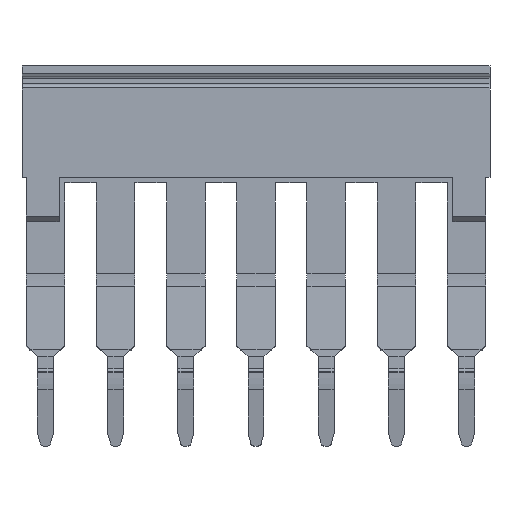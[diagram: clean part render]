
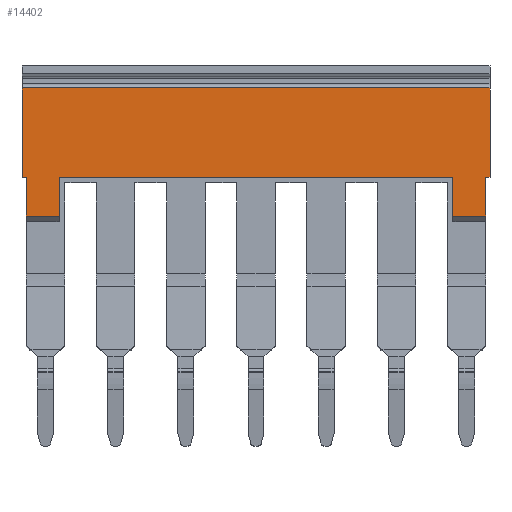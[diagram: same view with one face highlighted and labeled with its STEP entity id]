
A CAD part, front view. The second image highlights one B-rep face of the part: STEP entity #14402.
In plain terms, the highlighted planar face has unit normal (0, -1, 0).
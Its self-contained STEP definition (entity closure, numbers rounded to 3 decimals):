
#14374=AXIS2_PLACEMENT_3D('Plane Axis2P3D',#14371,#14372,#14373) ;
#13391=CARTESIAN_POINT('Vertex',(31.3,0.4,16.712)) ;
#13394=CARTESIAN_POINT('Line Origine',(31.3,0.4,18.112)) ;
#13398=CARTESIAN_POINT('Vertex',(31.3,0.4,19.512)) ;
#13427=CARTESIAN_POINT('Line Origine',(17.,0.4,19.512)) ;
#13431=CARTESIAN_POINT('Vertex',(2.7,0.4,19.512)) ;
#13651=CARTESIAN_POINT('Vertex',(34.,0.4,26.012)) ;
#13654=CARTESIAN_POINT('Line Origine',(34.,0.4,22.762)) ;
#13658=CARTESIAN_POINT('Vertex',(34.,0.4,19.512)) ;
#13946=CARTESIAN_POINT('Vertex',(0.,0.4,26.012)) ;
#13949=CARTESIAN_POINT('Line Origine',(17.,0.4,26.012)) ;
#13970=CARTESIAN_POINT('Vertex',(0.,0.4,19.512)) ;
#13973=CARTESIAN_POINT('Line Origine',(0.,0.4,22.762)) ;
#14135=CARTESIAN_POINT('Line Origine',(33.85,0.4,19.512)) ;
#14139=CARTESIAN_POINT('Vertex',(33.7,0.4,19.512)) ;
#14163=CARTESIAN_POINT('Vertex',(33.7,0.4,16.712)) ;
#14166=CARTESIAN_POINT('Line Origine',(33.7,0.4,18.112)) ;
#14185=CARTESIAN_POINT('Line Origine',(32.5,0.4,16.712)) ;
#14276=CARTESIAN_POINT('Vertex',(0.3,0.4,19.512)) ;
#14279=CARTESIAN_POINT('Line Origine',(0.15,0.4,19.512)) ;
#14350=CARTESIAN_POINT('Line Origine',(2.7,0.4,18.112)) ;
#14354=CARTESIAN_POINT('Vertex',(2.7,0.4,16.712)) ;
#14371=CARTESIAN_POINT('Axis2P3D Location',(33.8,0.4,26.012)) ;
#14376=CARTESIAN_POINT('Line Origine',(0.3,0.4,18.112)) ;
#14380=CARTESIAN_POINT('Vertex',(0.3,0.4,16.712)) ;
#14383=CARTESIAN_POINT('Line Origine',(1.5,0.4,16.712)) ;
#13395=DIRECTION('Vector Direction',(0.,0.,-1.)) ;
#13428=DIRECTION('Vector Direction',(-1.,0.,0.)) ;
#13655=DIRECTION('Vector Direction',(0.,0.,1.)) ;
#13950=DIRECTION('Vector Direction',(-1.,0.,0.)) ;
#13974=DIRECTION('Vector Direction',(0.,0.,1.)) ;
#14136=DIRECTION('Vector Direction',(-1.,0.,0.)) ;
#14167=DIRECTION('Vector Direction',(0.,0.,-1.)) ;
#14186=DIRECTION('Vector Direction',(-1.,0.,0.)) ;
#14280=DIRECTION('Vector Direction',(1.,0.,0.)) ;
#14351=DIRECTION('Vector Direction',(0.,0.,-1.)) ;
#14372=DIRECTION('Axis2P3D Direction',(0.,1.,0.)) ;
#14373=DIRECTION('Axis2P3D XDirection',(0.,0.,-1.)) ;
#14377=DIRECTION('Vector Direction',(0.,0.,-1.)) ;
#14384=DIRECTION('Vector Direction',(1.,0.,0.)) ;
#13396=VECTOR('Line Direction',#13395,1.) ;
#13429=VECTOR('Line Direction',#13428,1.) ;
#13656=VECTOR('Line Direction',#13655,1.) ;
#13951=VECTOR('Line Direction',#13950,1.) ;
#13975=VECTOR('Line Direction',#13974,1.) ;
#14137=VECTOR('Line Direction',#14136,1.) ;
#14168=VECTOR('Line Direction',#14167,1.) ;
#14187=VECTOR('Line Direction',#14186,1.) ;
#14281=VECTOR('Line Direction',#14280,1.) ;
#14352=VECTOR('Line Direction',#14351,1.) ;
#14378=VECTOR('Line Direction',#14377,1.) ;
#14385=VECTOR('Line Direction',#14384,1.) ;
#14389=ORIENTED_EDGE('',*,*,#14356,.T.) ;
#14390=ORIENTED_EDGE('',*,*,#13433,.T.) ;
#14391=ORIENTED_EDGE('',*,*,#13400,.T.) ;
#14392=ORIENTED_EDGE('',*,*,#14189,.F.) ;
#14393=ORIENTED_EDGE('',*,*,#14170,.T.) ;
#14394=ORIENTED_EDGE('',*,*,#14141,.T.) ;
#14395=ORIENTED_EDGE('',*,*,#13660,.T.) ;
#14396=ORIENTED_EDGE('',*,*,#13953,.T.) ;
#14397=ORIENTED_EDGE('',*,*,#13977,.T.) ;
#14398=ORIENTED_EDGE('',*,*,#14283,.T.) ;
#14399=ORIENTED_EDGE('',*,*,#14382,.T.) ;
#14400=ORIENTED_EDGE('',*,*,#14387,.T.) ;
#14402=ADVANCED_FACE('Kunststoff',(#14401),#14375,.F.) ;
#13400=EDGE_CURVE('',#13399,#13392,#13397,.T.) ;
#13433=EDGE_CURVE('',#13432,#13399,#13430,.F.) ;
#13660=EDGE_CURVE('',#13659,#13652,#13657,.T.) ;
#13953=EDGE_CURVE('',#13652,#13947,#13952,.T.) ;
#13977=EDGE_CURVE('',#13947,#13971,#13976,.F.) ;
#14141=EDGE_CURVE('',#14140,#13659,#14138,.F.) ;
#14170=EDGE_CURVE('',#14164,#14140,#14169,.F.) ;
#14189=EDGE_CURVE('',#14164,#13392,#14188,.T.) ;
#14283=EDGE_CURVE('',#13971,#14277,#14282,.T.) ;
#14356=EDGE_CURVE('',#14355,#13432,#14353,.F.) ;
#14382=EDGE_CURVE('',#14277,#14381,#14379,.T.) ;
#14387=EDGE_CURVE('',#14381,#14355,#14386,.T.) ;
#14388=EDGE_LOOP('',(#14389,#14390,#14391,#14392,#14393,#14394,#14395,#14396,#14397,#14398,#14399,#14400)) ;
#14401=FACE_OUTER_BOUND('',#14388,.T.) ;
#13397=LINE('Line',#13394,#13396) ;
#13430=LINE('Line',#13427,#13429) ;
#13657=LINE('Line',#13654,#13656) ;
#13952=LINE('Line',#13949,#13951) ;
#13976=LINE('Line',#13973,#13975) ;
#14138=LINE('Line',#14135,#14137) ;
#14169=LINE('Line',#14166,#14168) ;
#14188=LINE('Line',#14185,#14187) ;
#14282=LINE('Line',#14279,#14281) ;
#14353=LINE('Line',#14350,#14352) ;
#14379=LINE('Line',#14376,#14378) ;
#14386=LINE('Line',#14383,#14385) ;
#14375=PLANE('',#14374) ;
#13392=VERTEX_POINT('',#13391) ;
#13399=VERTEX_POINT('',#13398) ;
#13432=VERTEX_POINT('',#13431) ;
#13652=VERTEX_POINT('',#13651) ;
#13659=VERTEX_POINT('',#13658) ;
#13947=VERTEX_POINT('',#13946) ;
#13971=VERTEX_POINT('',#13970) ;
#14140=VERTEX_POINT('',#14139) ;
#14164=VERTEX_POINT('',#14163) ;
#14277=VERTEX_POINT('',#14276) ;
#14355=VERTEX_POINT('',#14354) ;
#14381=VERTEX_POINT('',#14380) ;
